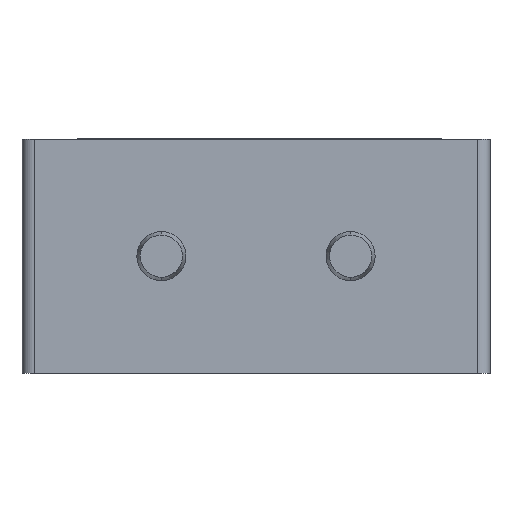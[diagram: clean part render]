
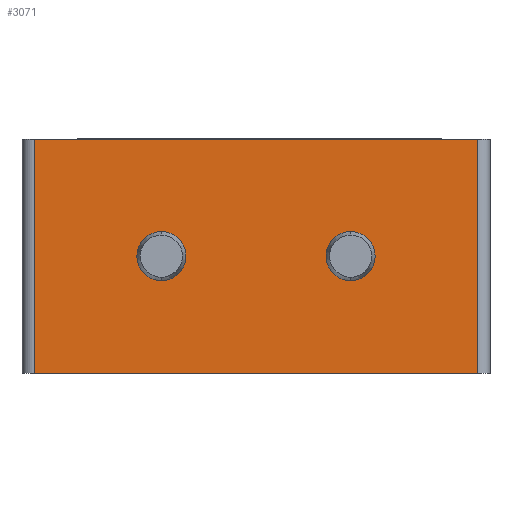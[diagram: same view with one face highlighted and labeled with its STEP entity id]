
A CAD part, front view. The second image highlights one B-rep face of the part: STEP entity #3071.
In plain terms, the highlighted planar face has unit normal (0, -1, 0).
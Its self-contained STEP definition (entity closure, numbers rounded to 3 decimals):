
#45 = CARTESIAN_POINT ( 'NONE',  ( -1.54, -3.81, 1.505 ) ) ;
#51 = DIRECTION ( 'NONE',  ( 0., 0., 1. ) ) ;
#182 = AXIS2_PLACEMENT_3D ( 'NONE', #901, #3048, #2650 ) ;
#223 = EDGE_CURVE ( 'NONE', #2373, #1156, #3409, .T. ) ;
#243 = CIRCLE ( 'NONE', #1143, 0.4 ) ;
#262 = CARTESIAN_POINT ( 'NONE',  ( 1.54, -3.81, 1.905 ) ) ;
#331 = CARTESIAN_POINT ( 'NONE',  ( 3.81, -3.81, 3.81 ) ) ;
#346 = ORIENTED_EDGE ( 'NONE', *, *, #223, .F. ) ;
#466 = DIRECTION ( 'NONE',  ( 0., -1., 0. ) ) ;
#480 = EDGE_CURVE ( 'NONE', #3165, #1397, #2300, .T. ) ;
#501 = DIRECTION ( 'NONE',  ( 0., 0., 1. ) ) ;
#542 = DIRECTION ( 'NONE',  ( 0., 1., 0. ) ) ;
#593 = CARTESIAN_POINT ( 'NONE',  ( -3.61, -3.81, 3.81 ) ) ;
#608 = CARTESIAN_POINT ( 'NONE',  ( -1.54, -3.81, 2.305 ) ) ;
#653 = DIRECTION ( 'NONE',  ( 0., -1., 0. ) ) ;
#680 = VECTOR ( 'NONE', #920, 1000. ) ;
#686 = VERTEX_POINT ( 'NONE', #2918 ) ;
#710 = EDGE_CURVE ( 'NONE', #686, #1698, #1056, .T. ) ;
#733 = CIRCLE ( 'NONE', #182, 0.4 ) ;
#739 = CARTESIAN_POINT ( 'NONE',  ( 1.54, -3.81, 1.905 ) ) ;
#901 = CARTESIAN_POINT ( 'NONE',  ( -1.54, -3.81, 1.905 ) ) ;
#914 = CARTESIAN_POINT ( 'NONE',  ( -3.61, -3.81, 0. ) ) ;
#920 = DIRECTION ( 'NONE',  ( 1., 0., 0. ) ) ;
#925 = CARTESIAN_POINT ( 'NONE',  ( -1.54, -3.81, 1.905 ) ) ;
#998 = ORIENTED_EDGE ( 'NONE', *, *, #1534, .F. ) ;
#1008 = ORIENTED_EDGE ( 'NONE', *, *, #2043, .T. ) ;
#1056 = LINE ( 'NONE', #2170, #2777 ) ;
#1068 = CARTESIAN_POINT ( 'NONE',  ( 3.61, -3.81, 3.81 ) ) ;
#1089 = VERTEX_POINT ( 'NONE', #1898 ) ;
#1141 = PLANE ( 'NONE',  #2603 ) ;
#1143 = AXIS2_PLACEMENT_3D ( 'NONE', #262, #1854, #501 ) ;
#1156 = VERTEX_POINT ( 'NONE', #608 ) ;
#1198 = EDGE_CURVE ( 'NONE', #686, #3165, #1984, .T. ) ;
#1319 = ORIENTED_EDGE ( 'NONE', *, *, #3385, .F. ) ;
#1322 = AXIS2_PLACEMENT_3D ( 'NONE', #739, #466, #1323 ) ;
#1323 = DIRECTION ( 'NONE',  ( 0., 0., 1. ) ) ;
#1397 = VERTEX_POINT ( 'NONE', #3484 ) ;
#1454 = ORIENTED_EDGE ( 'NONE', *, *, #480, .T. ) ;
#1518 = CARTESIAN_POINT ( 'NONE',  ( 3.81, -3.81, 0. ) ) ;
#1534 = EDGE_CURVE ( 'NONE', #2477, #1089, #243, .T. ) ;
#1648 = CARTESIAN_POINT ( 'NONE',  ( 3.61, -3.81, 3.81 ) ) ;
#1691 = DIRECTION ( 'NONE',  ( 0., 0., -1. ) ) ;
#1698 = VERTEX_POINT ( 'NONE', #1068 ) ;
#1821 = EDGE_LOOP ( 'NONE', ( #2326, #346 ) ) ;
#1854 = DIRECTION ( 'NONE',  ( 0., -1., 0. ) ) ;
#1871 = DIRECTION ( 'NONE',  ( 1., 0., 0. ) ) ;
#1898 = CARTESIAN_POINT ( 'NONE',  ( 1.54, -3.81, 1.505 ) ) ;
#1928 = ORIENTED_EDGE ( 'NONE', *, *, #710, .F. ) ;
#1984 = LINE ( 'NONE', #593, #2439 ) ;
#2043 = EDGE_CURVE ( 'NONE', #1397, #1698, #3221, .T. ) ;
#2170 = CARTESIAN_POINT ( 'NONE',  ( 3.81, -3.81, 3.81 ) ) ;
#2192 = FACE_OUTER_BOUND ( 'NONE', #2319, .T. ) ;
#2226 = VECTOR ( 'NONE', #2710, 1000. ) ;
#2300 = LINE ( 'NONE', #1518, #680 ) ;
#2319 = EDGE_LOOP ( 'NONE', ( #1454, #1008, #1928, #2633 ) ) ;
#2326 = ORIENTED_EDGE ( 'NONE', *, *, #2964, .F. ) ;
#2368 = EDGE_LOOP ( 'NONE', ( #998, #1319 ) ) ;
#2373 = VERTEX_POINT ( 'NONE', #45 ) ;
#2439 = VECTOR ( 'NONE', #1691, 1000. ) ;
#2477 = VERTEX_POINT ( 'NONE', #2860 ) ;
#2589 = DIRECTION ( 'NONE',  ( 0., 0., 1. ) ) ;
#2603 = AXIS2_PLACEMENT_3D ( 'NONE', #331, #542, #51 ) ;
#2633 = ORIENTED_EDGE ( 'NONE', *, *, #1198, .T. ) ;
#2650 = DIRECTION ( 'NONE',  ( 0., 0., 1. ) ) ;
#2710 = DIRECTION ( 'NONE',  ( 0., 0., 1. ) ) ;
#2777 = VECTOR ( 'NONE', #1871, 1000. ) ;
#2860 = CARTESIAN_POINT ( 'NONE',  ( 1.54, -3.81, 2.305 ) ) ;
#2918 = CARTESIAN_POINT ( 'NONE',  ( -3.61, -3.81, 3.81 ) ) ;
#2964 = EDGE_CURVE ( 'NONE', #1156, #2373, #733, .T. ) ;
#3013 = FACE_BOUND ( 'NONE', #1821, .T. ) ;
#3048 = DIRECTION ( 'NONE',  ( 0., -1., 0. ) ) ;
#3071 = ADVANCED_FACE ( 'NONE', ( #3013, #3228, #2192 ), #1141, .F. ) ;
#3165 = VERTEX_POINT ( 'NONE', #914 ) ;
#3197 = AXIS2_PLACEMENT_3D ( 'NONE', #925, #653, #2589 ) ;
#3221 = LINE ( 'NONE', #1648, #2226 ) ;
#3228 = FACE_BOUND ( 'NONE', #2368, .T. ) ;
#3385 = EDGE_CURVE ( 'NONE', #1089, #2477, #3449, .T. ) ;
#3409 = CIRCLE ( 'NONE', #3197, 0.4 ) ;
#3449 = CIRCLE ( 'NONE', #1322, 0.4 ) ;
#3484 = CARTESIAN_POINT ( 'NONE',  ( 3.61, -3.81, 0. ) ) ;
